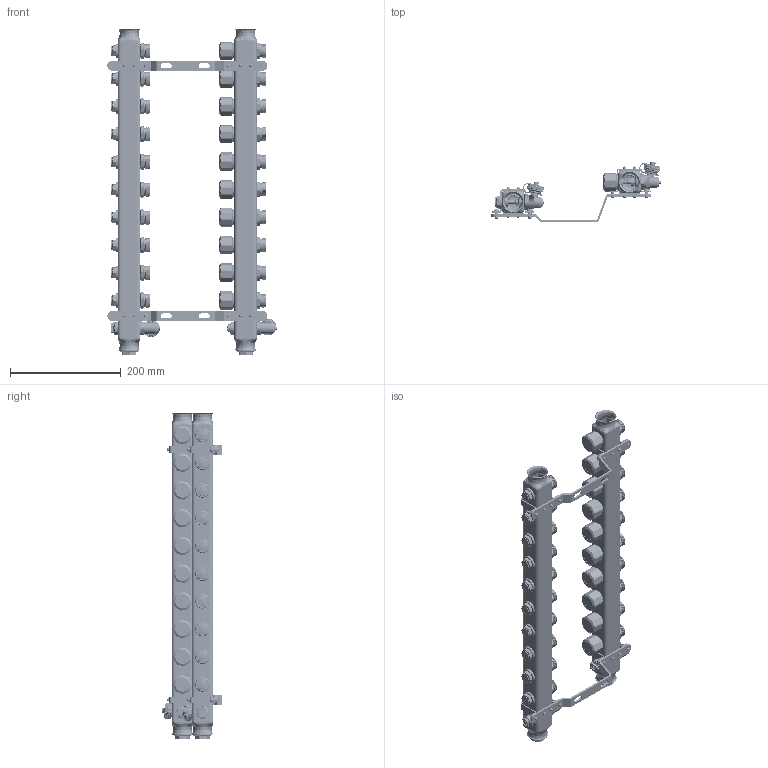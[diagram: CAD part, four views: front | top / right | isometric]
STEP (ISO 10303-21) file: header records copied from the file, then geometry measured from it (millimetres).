
FILE_DESCRIPTION (( 'STEP AP214' ), '1' );
FILE_NAME ('SSM-10R.STEP', '2023-11-11T17:03:44', ( '' ), ( '' ), 'SwSTEP 2.0', 'SolidWorks 2018', '' );
FILE_SCHEMA (( 'AUTOMOTIVE_DESIGN' ));
Length unit declared in the file: millimetre
Products named in the file (46): 蚾饜极す砎々; 354.002.00__________.STEP; O____22x2.STEP; 霜講數11; す鞠褒郪蚾; 11h; J002-FL; 7.6x1.9; 概郋郪蚾11; 囀鞠褒諉芛; 003裔赽; 砎蝶菁啣; 滑菸盓殤縐遠; SSM-10R; 齬ァ概羲壽; 懦伎鬥忒謫; 盓殤砎々18潔擒; 齬ァ概呿蹋芛; O____16x1.9.STEP; 齬ァ概肣璃; 祥凄詩裝赽; O____10x2.5.STEP; 003郪蚾; 3100-15-03____.STEP; 黑簽; 縐遠; 粟銅杶; W3100-15邿阨概; 3100-15-01____.STEP; W3100-15邿阨概.STEP; 粟銅概郋蚾饜极; 3100-15-02____.STEP; 326.200.00__________24.2x2.STEP; ѹñ; 18X2.5; 肣菁啣; 齬ァ概; 3100-15-05____.STEP; 3100-15-04______.STEP; O____13x1.5.STEP ...
Assembly tree (95 placements, depth 5):
  SSM-10R
    概郋郪蚾11
      懦伎鬥忒謫  x10
      囀鞠褒諉芛  x10
      粟銅概郋蚾饜极  x10
        媼芛簽
        ѹñ
        祥凄詩裝赽
        粟銅杶
        肣菁啣
        砎蝶菁啣
        7.6x1.9
        18X2.5
      11h
      黑簽
      W3100-15邿阨概
        W3100-15邿阨概.STEP
          3100-15-01____.STEP
          3100-15-02____.STEP
          3100-15-03____.STEP
          3100-15-04______.STEP
          O____10x2.5.STEP
          O____13x1.5.STEP
          O____7x1.5.STEP
          O____22x2.STEP
          3100-15-05____.STEP
          326.200.00__________24.2x2.STEP
          O____16x1.9.STEP  x2
          354.002.00__________.STEP
      齬ァ概
        齬ァ概肣璃
        齬ァ概呿蹋芛
        齬ァ概羲壽
        18X2
    霜講數11
      11h
      黑簽
      W3100-15邿阨概
        W3100-15邿阨概.STEP
          3100-15-01____.STEP
          3100-15-02____.STEP
          3100-15-03____.STEP
          3100-15-04______.STEP
          O____10x2.5.STEP
          O____13x1.5.STEP
          O____7x1.5.STEP
          O____22x2.STEP
          3100-15-05____.STEP
          326.200.00__________24.2x2.STEP
          O____16x1.9.STEP  x2
          354.002.00__________.STEP
      齬ァ概
        齬ァ概肣璃
        齬ァ概呿蹋芛
        齬ァ概羲壽
        18X2
      す鞠褒郪蚾  x10
        003郪蚾
          002
          J002-FL
Bounding box: 305.17 x 109.56 x 588.6 mm (x, y, z)
Volume: 767797.6 mm3; surface area: 771144 mm2
Topology: 210 solids, 210 shells, 9500 faces, 23194 edges, 14600 vertices
Faces by surface type: cylinder 3744, plane 2622, cone 1832, torus 952, bspline 350
Entity records: 94231 total; most frequent: CARTESIAN_POINT 49514, ORIENTED_EDGE 9100, DIRECTION 9042, EDGE_CURVE 4550, AXIS2_PLACEMENT_3D 3726, VERTEX_POINT 2896, EDGE_LOOP 2024, CIRCLE 1880
